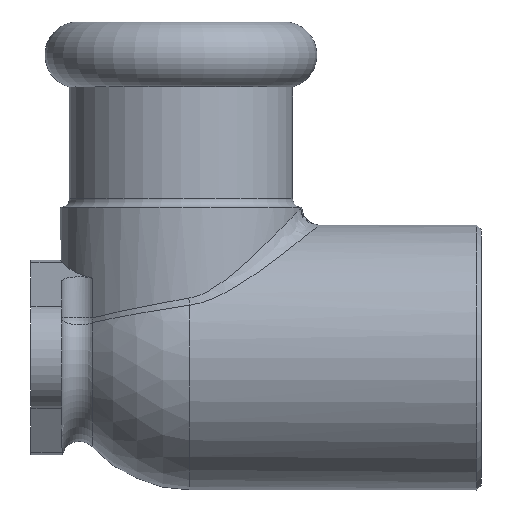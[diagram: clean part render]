
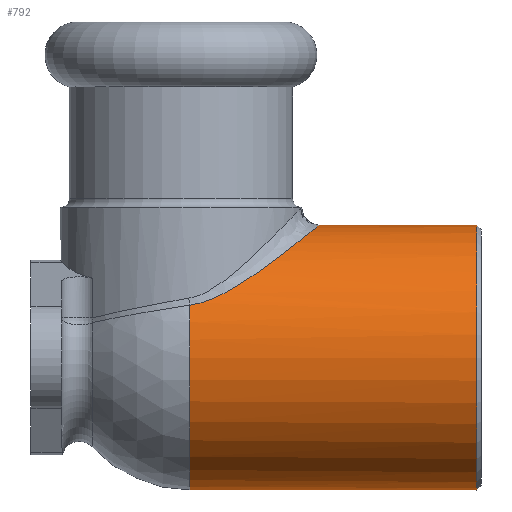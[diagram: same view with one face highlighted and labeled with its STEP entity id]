
A CAD part, left-side view. The second image highlights one B-rep face of the part: STEP entity #792.
In plain terms, the highlighted cylindrical face has radius 15 mm (diameter 30 mm), a full revolution.
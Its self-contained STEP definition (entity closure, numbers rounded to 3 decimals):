
#64=FACE_OUTER_BOUND('',#108,.T.);
#108=EDGE_LOOP('',(#615,#616,#617,#618,#619,#620,#621));
#177=CIRCLE('',#896,15.);
#178=CIRCLE('',#897,15.);
#179=CIRCLE('',#898,15.);
#180=CIRCLE('',#899,15.);
#218=B_SPLINE_CURVE_WITH_KNOTS('',3,(#1441,#1442,#1443,#1444,#1445,#1446,
#1447,#1448,#1449,#1450,#1451,#1452,#1453,#1454),.UNSPECIFIED.,.F.,.F.,
(4,1,1,1,1,1,1,1,1,1,1,4),(-5.217,-4.844,-4.472,
-3.726,-3.23,-2.981,-2.484,
-2.236,-1.491,-0.745,-0.373,
0.),.UNSPECIFIED.);
#238=LINE('',#1515,#272);
#272=VECTOR('',#1081,15.);
#337=VERTEX_POINT('',#1363);
#338=VERTEX_POINT('',#1440);
#344=VERTEX_POINT('',#1510);
#345=VERTEX_POINT('',#1511);
#346=VERTEX_POINT('',#1514);
#434=EDGE_CURVE('',#337,#338,#218,.T.);
#446=EDGE_CURVE('',#344,#345,#177,.T.);
#447=EDGE_CURVE('',#345,#344,#178,.T.);
#448=EDGE_CURVE('',#345,#346,#238,.T.);
#449=EDGE_CURVE('',#346,#338,#179,.T.);
#450=EDGE_CURVE('',#337,#346,#180,.T.);
#615=ORIENTED_EDGE('',*,*,#446,.F.);
#616=ORIENTED_EDGE('',*,*,#447,.F.);
#617=ORIENTED_EDGE('',*,*,#448,.T.);
#618=ORIENTED_EDGE('',*,*,#449,.T.);
#619=ORIENTED_EDGE('',*,*,#434,.F.);
#620=ORIENTED_EDGE('',*,*,#450,.T.);
#621=ORIENTED_EDGE('',*,*,#448,.F.);
#763=CYLINDRICAL_SURFACE('',#895,15.);
#792=ADVANCED_FACE('',(#64),#763,.T.);
#895=AXIS2_PLACEMENT_3D('',#1509,#1075,#1076);
#896=AXIS2_PLACEMENT_3D('',#1512,#1077,#1078);
#897=AXIS2_PLACEMENT_3D('',#1513,#1079,#1080);
#898=AXIS2_PLACEMENT_3D('',#1516,#1082,#1083);
#899=AXIS2_PLACEMENT_3D('',#1517,#1084,#1085);
#1075=DIRECTION('center_axis',(0.,-1.,0.));
#1076=DIRECTION('ref_axis',(1.,0.,0.));
#1077=DIRECTION('center_axis',(0.,-1.,0.));
#1078=DIRECTION('ref_axis',(-1.,0.,0.));
#1079=DIRECTION('center_axis',(0.,-1.,0.));
#1080=DIRECTION('ref_axis',(-1.,0.,0.));
#1081=DIRECTION('',(0.,1.,0.));
#1082=DIRECTION('center_axis',(0.,-1.,0.));
#1083=DIRECTION('ref_axis',(1.,0.,0.));
#1084=DIRECTION('center_axis',(0.,-1.,0.));
#1085=DIRECTION('ref_axis',(1.,0.,0.));
#1363=CARTESIAN_POINT('',(-13.781,-1.,5.924));
#1440=CARTESIAN_POINT('',(13.781,-1.,5.924));
#1441=CARTESIAN_POINT('Ctrl Pts',(-13.781,-1.,5.924));
#1442=CARTESIAN_POINT('Ctrl Pts',(-13.711,-2.226,6.085));
#1443=CARTESIAN_POINT('Ctrl Pts',(-13.327,-4.514,6.965));
#1444=CARTESIAN_POINT('Ctrl Pts',(-11.903,-8.379,9.332));
#1445=CARTESIAN_POINT('Ctrl Pts',(-9.38,-11.915,12.016));
#1446=CARTESIAN_POINT('Ctrl Pts',(-5.943,-14.281,13.891));
#1447=CARTESIAN_POINT('Ctrl Pts',(-2.583,-15.526,14.899));
#1448=CARTESIAN_POINT('Ctrl Pts',(0.38,-15.799,15.122));
#1449=CARTESIAN_POINT('Ctrl Pts',(4.702,-15.011,14.48));
#1450=CARTESIAN_POINT('Ctrl Pts',(9.007,-12.456,12.427));
#1451=CARTESIAN_POINT('Ctrl Pts',(11.898,-8.38,9.333));
#1452=CARTESIAN_POINT('Ctrl Pts',(13.329,-4.513,6.964));
#1453=CARTESIAN_POINT('Ctrl Pts',(13.711,-2.226,6.085));
#1454=CARTESIAN_POINT('Ctrl Pts',(13.781,-1.,5.924));
#1509=CARTESIAN_POINT('Origin',(0.,-17.5,0.));
#1510=CARTESIAN_POINT('',(15.,-33.5,0.));
#1511=CARTESIAN_POINT('',(-15.,-33.5,0.));
#1512=CARTESIAN_POINT('Origin',(0.,-33.5,0.));
#1513=CARTESIAN_POINT('Origin',(0.,-33.5,0.));
#1514=CARTESIAN_POINT('',(-15.,-1.,0.));
#1515=CARTESIAN_POINT('',(-15.,-17.5,0.));
#1516=CARTESIAN_POINT('Origin',(0.,-1.,0.));
#1517=CARTESIAN_POINT('Origin',(0.,-1.,0.));
